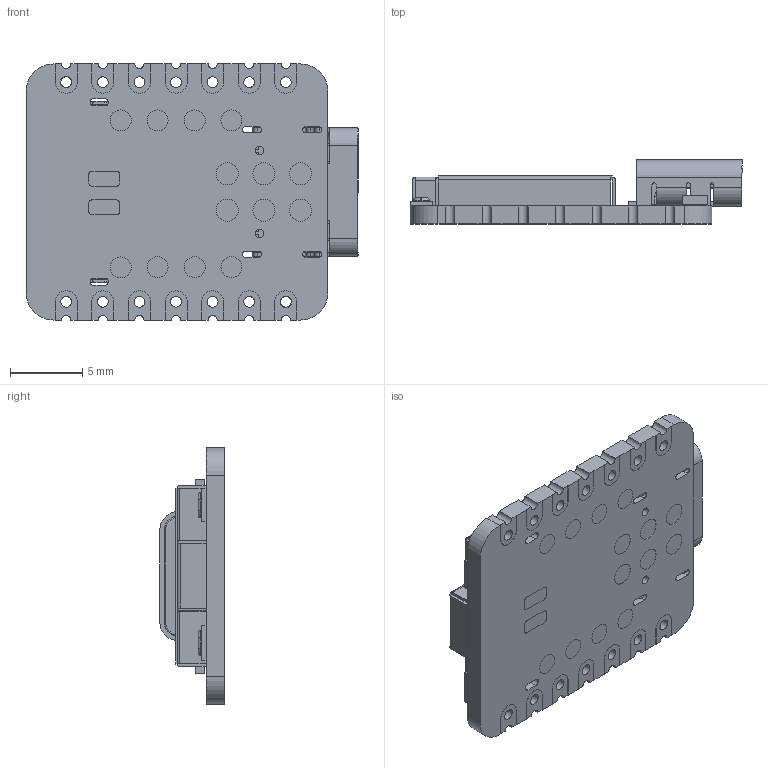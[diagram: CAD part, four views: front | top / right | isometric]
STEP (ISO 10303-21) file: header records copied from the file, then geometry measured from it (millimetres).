
FILE_DESCRIPTION(/* description */ ('','CAx-IF Rec.Pracs.---Representation and Presentation of Product Manufacturing Information (PMI)---4.0---2014-10-13'),/* implementation_level */ '2;1');
FILE_NAME(/* name */ 'XIAO RP2350 v3.step',/* time_stamp */ '2025-02-15T17:02:13+05:30',/* author */ (''),/* organization */ (''),/* preprocessor_version */ 'ST-DEVELOPER v20',/* originating_system */ 'Autodesk Translation Framework v13.20.0.188',/* authorisation */ '');
FILE_SCHEMA (('AP242_MANAGED_MODEL_BASED_3D_ENGINEERING_MIM_LF { 1 0 10303 442 1 1 4 }'));
Length unit declared in the file: millimetre
Products named in the file (33): XIAO RP2350; Seeed Studio XIAO ESP32C6 v1; XIAO-ESP32S3 v2 v1; Seeed Studio XIAO-ESP32-S3 (Sense); USB TYPE C PORT; USB TYPE C PORT (1); BOSS-EXTRUDE14_8_; BOSS-EXTRUDE7_4_; BOSS-EXTRUDE7_3_; BOSS-EXTRUDE14_4_; BOSS-EXTRUDE14_2_; BOSS-EXTRUDE14_11_; BOSS-EXTRUDE7_7_; BOSS-EXTRUDE14_9_; BOSS-EXTRUDE14_3_; BOSS-EXTRUDE14_7_; MIRROR2; BOSS-EXTRUDE14_5_; BOSS-EXTRUDE14_12_; BOSS-EXTRUDE7_8_; BOSS-EXTRUDE7_1_; BOSS-EXTRUDE14_10_; BOSS-EXTRUDE7_9_; BOSS-EXTRUDE14_6_; CHAMFER9; BOSS-EXTRUDE14_1_; BOSS-EXTRUDE7_6_; BOSS-EXTRUDE7_2_; CUT-EXTRUDE5; BOSS-EXTRUDE7_5_; Shield; SKTAAAE010 v1; Body
Assembly tree (33 placements, depth 7):
  XIAO RP2350
    Seeed Studio XIAO ESP32C6 v1
      XIAO-ESP32S3 v2 v1
        Seeed Studio XIAO-ESP32-S3 (Sense)
          USB TYPE C PORT
            USB TYPE C PORT (1)
              BOSS-EXTRUDE14_8_
              BOSS-EXTRUDE7_4_
              BOSS-EXTRUDE7_3_
              BOSS-EXTRUDE14_4_
              BOSS-EXTRUDE14_2_
              BOSS-EXTRUDE14_11_
              BOSS-EXTRUDE7_7_
              BOSS-EXTRUDE14_9_
              BOSS-EXTRUDE14_3_
              BOSS-EXTRUDE14_7_
              MIRROR2
              BOSS-EXTRUDE14_5_
              BOSS-EXTRUDE14_12_
              BOSS-EXTRUDE7_8_
              BOSS-EXTRUDE7_1_
              BOSS-EXTRUDE14_10_
              BOSS-EXTRUDE7_9_
              BOSS-EXTRUDE14_6_
              CHAMFER9
              BOSS-EXTRUDE14_1_
              BOSS-EXTRUDE7_6_
              BOSS-EXTRUDE7_2_
              CUT-EXTRUDE5
              BOSS-EXTRUDE7_5_
          Shield
          SKTAAAE010 v1  x2
            Body
Bounding box: 23.04 x 4.46 x 17.78 mm (x, y, z)
Volume: 646.5 mm3; surface area: 2438.9 mm2
Topology: 41 solids, 46 shells, 1653 faces, 4433 edges, 2907 vertices
Faces by surface type: plane 1079, bspline 307, cylinder 235, torus 20, cone 6, sphere 6
Full cylindrical faces by diameter (mm): 0.5 x2, 0.6 x2, 0.75 x14, 1.454 x16, 1.524 x6
Entity records: 53226 total; most frequent: CARTESIAN_POINT 12749, ORIENTED_EDGE 8838, DIRECTION 7131, EDGE_CURVE 4419, LINE 3293, VECTOR 3293, VERTEX_POINT 2899, AXIS2_PLACEMENT_3D 1919
